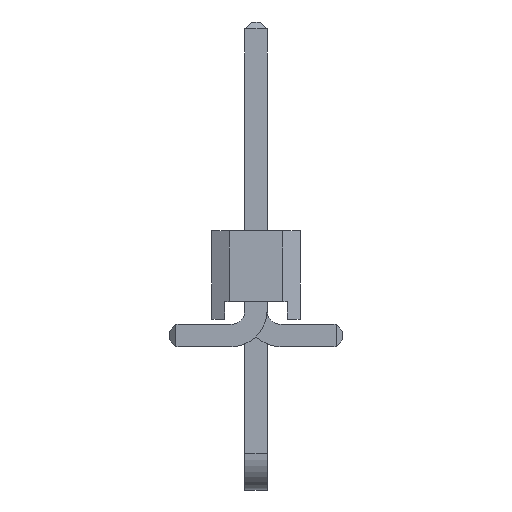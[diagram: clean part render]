
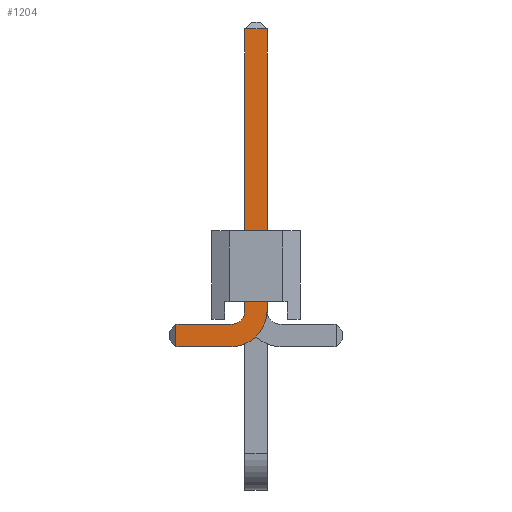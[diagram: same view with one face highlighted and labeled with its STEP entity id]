
A CAD part, left-side view. The second image highlights one B-rep face of the part: STEP entity #1204.
In plain terms, the highlighted face is planar.
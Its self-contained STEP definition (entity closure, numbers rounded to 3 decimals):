
#1204 = ADVANCED_FACE( '', ( #2613 ), #2614, .T. );
#2613 = FACE_OUTER_BOUND( '', #4163, .T. );
#2614 = PLANE( '', #4164 );
#4163 = EDGE_LOOP( '', ( #8247, #8248, #8249, #8250, #8251, #8252, #8253, #8254 ) );
#4164 = AXIS2_PLACEMENT_3D( '', #8255, #8256, #8257 );
#8247 = ORIENTED_EDGE( '', *, *, #10919, .F. );
#8248 = ORIENTED_EDGE( '', *, *, #10278, .T. );
#8249 = ORIENTED_EDGE( '', *, *, #10960, .F. );
#8250 = ORIENTED_EDGE( '', *, *, #9543, .F. );
#8251 = ORIENTED_EDGE( '', *, *, #10779, .F. );
#8252 = ORIENTED_EDGE( '', *, *, #10976, .T. );
#8253 = ORIENTED_EDGE( '', *, *, #10977, .F. );
#8254 = ORIENTED_EDGE( '', *, *, #10470, .F. );
#8255 = CARTESIAN_POINT( '', ( 0.72, 0.32, -5.14 ) );
#8256 = DIRECTION( '', ( 0., 1., 0. ) );
#8257 = DIRECTION( '', ( 0., 0., 1. ) );
#9543 = EDGE_CURVE( '', #11607, #11608, #11609, .T. );
#10278 = EDGE_CURVE( '', #12841, #12846, #12848, .T. );
#10470 = EDGE_CURVE( '', #13123, #13124, #13125, .T. );
#10779 = EDGE_CURVE( '', #11658, #11607, #13542, .T. );
#10919 = EDGE_CURVE( '', #12841, #13123, #13696, .T. );
#10960 = EDGE_CURVE( '', #11608, #12846, #13739, .T. );
#10976 = EDGE_CURVE( '', #11658, #11244, #13756, .T. );
#10977 = EDGE_CURVE( '', #13124, #11244, #13757, .T. );
#11244 = VERTEX_POINT( '', #14073 );
#11607 = VERTEX_POINT( '', #14603 );
#11608 = VERTEX_POINT( '', #14604 );
#11609 = CIRCLE( '', #14605, 1.04 );
#11658 = VERTEX_POINT( '', #14675 );
#12841 = VERTEX_POINT( '', #16462 );
#12846 = VERTEX_POINT( '', #16469 );
#12848 = LINE( '', #16472, #16473 );
#13123 = VERTEX_POINT( '', #16886 );
#13124 = VERTEX_POINT( '', #16887 );
#13125 = CIRCLE( '', #16888, 0.4 );
#13542 = LINE( '', #17559, #17560 );
#13696 = LINE( '', #17792, #17793 );
#13739 = LINE( '', #17852, #17853 );
#13756 = LINE( '', #17879, #17880 );
#13757 = LINE( '', #17881, #17882 );
#14073 = CARTESIAN_POINT( '', ( 0.32, 0.32, 2.95 ) );
#14603 = CARTESIAN_POINT( '', ( -0.32, 0.32, -5.14 ) );
#14604 = CARTESIAN_POINT( '', ( 0.72, 0.32, -6.18 ) );
#14605 = AXIS2_PLACEMENT_3D( '', #18308, #18309, #18310 );
#14675 = CARTESIAN_POINT( '', ( -0.32, 0.32, 2.95 ) );
#16462 = CARTESIAN_POINT( '', ( 2.3, 0.32, -5.54 ) );
#16469 = CARTESIAN_POINT( '', ( 2.3, 0.32, -6.18 ) );
#16472 = CARTESIAN_POINT( '', ( 2.3, 0.32, -6.18 ) );
#16473 = VECTOR( '', #18942, 1000. );
#16886 = CARTESIAN_POINT( '', ( 0.72, 0.32, -5.54 ) );
#16887 = CARTESIAN_POINT( '', ( 0.32, 0.32, -5.14 ) );
#16888 = AXIS2_PLACEMENT_3D( '', #19081, #19082, #19083 );
#17559 = CARTESIAN_POINT( '', ( -0.32, 0.32, -5.14 ) );
#17560 = VECTOR( '', #19341, 1000. );
#17792 = CARTESIAN_POINT( '', ( 2.5, 0.32, -5.54 ) );
#17793 = VECTOR( '', #19420, 1000. );
#17852 = CARTESIAN_POINT( '', ( 2.5, 0.32, -6.18 ) );
#17853 = VECTOR( '', #19437, 1000. );
#17879 = CARTESIAN_POINT( '', ( 0.32, 0.32, 2.95 ) );
#17880 = VECTOR( '', #19447, 1000. );
#17881 = CARTESIAN_POINT( '', ( 0.32, 0.32, -5.14 ) );
#17882 = VECTOR( '', #19448, 1000. );
#18308 = CARTESIAN_POINT( '', ( 0.72, 0.32, -5.14 ) );
#18309 = DIRECTION( '', ( 0., -1., 0. ) );
#18310 = DIRECTION( '', ( 1., 0., 0. ) );
#18942 = DIRECTION( '', ( 0., 0., -1. ) );
#19081 = CARTESIAN_POINT( '', ( 0.72, 0.32, -5.14 ) );
#19082 = DIRECTION( '', ( 0., 1., 0. ) );
#19083 = DIRECTION( '', ( 1., 0., 0. ) );
#19341 = DIRECTION( '', ( 0., 0., -1. ) );
#19420 = DIRECTION( '', ( -1., 0., 0. ) );
#19437 = DIRECTION( '', ( 1., 0., 0. ) );
#19447 = DIRECTION( '', ( 1., 0., 0. ) );
#19448 = DIRECTION( '', ( 0., 0., 1. ) );
